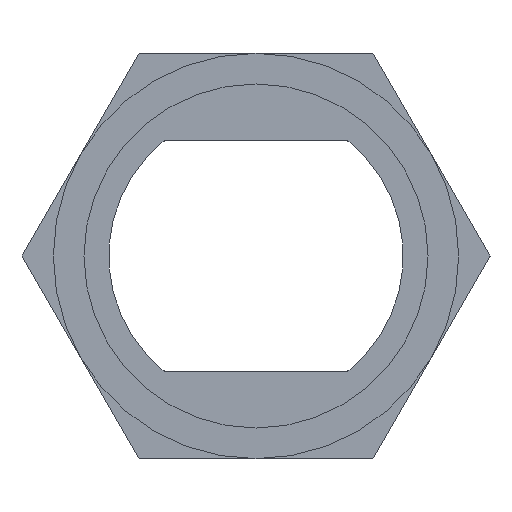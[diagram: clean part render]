
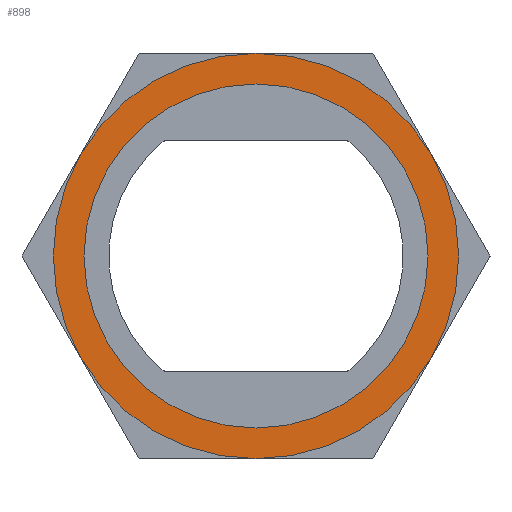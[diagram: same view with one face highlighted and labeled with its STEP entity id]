
A CAD part, left-side view. The second image highlights one B-rep face of the part: STEP entity #898.
In plain terms, the highlighted planar face has unit normal (-1, 0, 0).
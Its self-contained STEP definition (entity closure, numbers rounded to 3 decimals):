
#668 = CYLINDRICAL_SURFACE('',#669,6.95);
#669 = AXIS2_PLACEMENT_3D('',#670,#671,#672);
#670 = CARTESIAN_POINT('',(69.,-9.,22.));
#671 = DIRECTION('',(1.,0.,0.));
#672 = DIRECTION('',(0.,1.,0.));
#843 = VERTEX_POINT('',#844);
#844 = CARTESIAN_POINT('',(38.8,-2.05,22.));
#865 = EDGE_CURVE('',#843,#843,#866,.T.);
#866 = SURFACE_CURVE('',#867,(#872,#879),.PCURVE_S1.);
#867 = CIRCLE('',#868,6.95);
#868 = AXIS2_PLACEMENT_3D('',#869,#870,#871);
#869 = CARTESIAN_POINT('',(38.8,-9.,22.));
#870 = DIRECTION('',(1.,0.,0.));
#871 = DIRECTION('',(0.,1.,0.));
#872 = PCURVE('',#668,#873);
#873 = DEFINITIONAL_REPRESENTATION('',(#874),#878);
#874 = LINE('',#875,#876);
#875 = CARTESIAN_POINT('',(0.,-30.2));
#876 = VECTOR('',#877,1.);
#877 = DIRECTION('',(1.,0.));
#878 = ( GEOMETRIC_REPRESENTATION_CONTEXT(2) 
PARAMETRIC_REPRESENTATION_CONTEXT() REPRESENTATION_CONTEXT('2D SPACE',''
  ) );
#879 = PCURVE('',#880,#885);
#880 = PLANE('',#881);
#881 = AXIS2_PLACEMENT_3D('',#882,#883,#884);
#882 = CARTESIAN_POINT('',(38.8,-9.,22.));
#883 = DIRECTION('',(1.,0.,0.));
#884 = DIRECTION('',(0.,0.,1.));
#885 = DEFINITIONAL_REPRESENTATION('',(#886),#890);
#886 = CIRCLE('',#887,6.95);
#887 = AXIS2_PLACEMENT_2D('',#888,#889);
#888 = CARTESIAN_POINT('',(0.,0.));
#889 = DIRECTION('',(0.,-1.));
#890 = ( GEOMETRIC_REPRESENTATION_CONTEXT(2) 
PARAMETRIC_REPRESENTATION_CONTEXT() REPRESENTATION_CONTEXT('2D SPACE',''
  ) );
#898 = ADVANCED_FACE('',(#899,#902),#880,.F.);
#899 = FACE_BOUND('',#900,.F.);
#900 = EDGE_LOOP('',(#901));
#901 = ORIENTED_EDGE('',*,*,#865,.T.);
#902 = FACE_BOUND('',#903,.F.);
#903 = EDGE_LOOP('',(#904));
#904 = ORIENTED_EDGE('',*,*,#905,.F.);
#905 = EDGE_CURVE('',#906,#906,#908,.T.);
#906 = VERTEX_POINT('',#907);
#907 = CARTESIAN_POINT('',(38.8,-3.1,22.));
#908 = SURFACE_CURVE('',#909,(#914,#921),.PCURVE_S1.);
#909 = CIRCLE('',#910,5.9);
#910 = AXIS2_PLACEMENT_3D('',#911,#912,#913);
#911 = CARTESIAN_POINT('',(38.8,-9.,22.));
#912 = DIRECTION('',(1.,0.,0.));
#913 = DIRECTION('',(0.,1.,0.));
#914 = PCURVE('',#880,#915);
#915 = DEFINITIONAL_REPRESENTATION('',(#916),#920);
#916 = CIRCLE('',#917,5.9);
#917 = AXIS2_PLACEMENT_2D('',#918,#919);
#918 = CARTESIAN_POINT('',(0.,0.));
#919 = DIRECTION('',(0.,-1.));
#920 = ( GEOMETRIC_REPRESENTATION_CONTEXT(2) 
PARAMETRIC_REPRESENTATION_CONTEXT() REPRESENTATION_CONTEXT('2D SPACE',''
  ) );
#921 = PCURVE('',#922,#927);
#922 = CYLINDRICAL_SURFACE('',#923,5.9);
#923 = AXIS2_PLACEMENT_3D('',#924,#925,#926);
#924 = CARTESIAN_POINT('',(69.,-9.,22.));
#925 = DIRECTION('',(1.,0.,0.));
#926 = DIRECTION('',(0.,1.,0.));
#927 = DEFINITIONAL_REPRESENTATION('',(#928),#932);
#928 = LINE('',#929,#930);
#929 = CARTESIAN_POINT('',(0.,-30.2));
#930 = VECTOR('',#931,1.);
#931 = DIRECTION('',(1.,0.));
#932 = ( GEOMETRIC_REPRESENTATION_CONTEXT(2) 
PARAMETRIC_REPRESENTATION_CONTEXT() REPRESENTATION_CONTEXT('2D SPACE',''
  ) );
